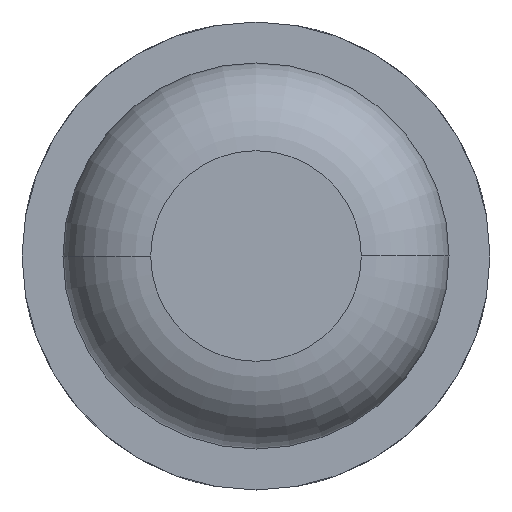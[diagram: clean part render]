
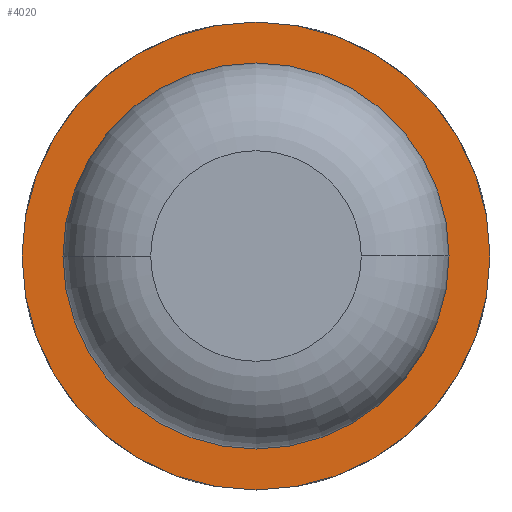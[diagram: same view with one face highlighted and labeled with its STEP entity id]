
A CAD part, front view. The second image highlights one B-rep face of the part: STEP entity #4020.
In plain terms, the highlighted planar face has unit normal (0, -1, 0).
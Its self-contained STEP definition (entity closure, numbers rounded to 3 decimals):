
#15 = VERTEX_POINT ( 'NONE', #3880 ) ;
#46 = CARTESIAN_POINT ( 'NONE',  ( 0.825, -6., 0. ) ) ;
#90 = EDGE_CURVE ( 'Defeature ausgef�hrt3_5+Defeature ausgef�hrt3_0+Defeature ausgef�hrt3_0+Defeature ausgef�hrt3_0', #712, #15, #4339, .T. ) ;
#187 = CARTESIAN_POINT ( 'NONE',  ( 0.825, -6., 0. ) ) ;
#245 = DIRECTION ( 'NONE',  ( 0., 1., 0. ) ) ;
#426 = CIRCLE ( 'NONE', #676, 1. ) ;
#502 = CARTESIAN_POINT ( 'NONE',  ( 0., -6., 0. ) ) ;
#517 = AXIS2_PLACEMENT_3D ( 'NONE', #46, #4890, #1625 ) ;
#541 = AXIS2_PLACEMENT_3D ( 'NONE', #1823, #245, #3601 ) ;
#601 = EDGE_CURVE ( 'Defeature ausgef�hrt3_5+Defeature ausgef�hrt3_0+Defeature ausgef�hrt3_0+Defeature ausgef�hrt3_0', #15, #712, #2029, .T. ) ;
#676 = AXIS2_PLACEMENT_3D ( 'NONE', #3716, #1260, #881 ) ;
#712 = VERTEX_POINT ( 'NONE', #187 ) ;
#830 = PLANE ( 'NONE',  #517 ) ;
#881 = DIRECTION ( 'NONE',  ( -1., 0., 0. ) ) ;
#1124 = CARTESIAN_POINT ( 'NONE',  ( 0., -6., 0. ) ) ;
#1260 = DIRECTION ( 'NONE',  ( 0., 1., 0. ) ) ;
#1276 = DIRECTION ( 'NONE',  ( -1., 0., 0. ) ) ;
#1422 = CIRCLE ( 'NONE', #3446, 1. ) ;
#1625 = DIRECTION ( 'NONE',  ( -1., 0., 0. ) ) ;
#1662 = VERTEX_POINT ( 'NONE', #2158 ) ;
#1799 = ORIENTED_EDGE ( 'NONE', *, *, #601, .T. ) ;
#1823 = CARTESIAN_POINT ( 'NONE',  ( 0., -6., 0. ) ) ;
#1940 = DIRECTION ( 'NONE',  ( 0., 1., 0. ) ) ;
#2029 = CIRCLE ( 'NONE', #3959, 0.825 ) ;
#2074 = VERTEX_POINT ( 'NONE', #4309 ) ;
#2158 = CARTESIAN_POINT ( 'NONE',  ( 1., -6., 0. ) ) ;
#2638 = EDGE_CURVE ( 'Defeature ausgef�hrt3_6+Defeature ausgef�hrt3_5+Defeature ausgef�hrt3_5+Defeature ausgef�hrt3_5', #2074, #1662, #426, .T. ) ;
#2918 = DIRECTION ( 'NONE',  ( 0., 1., 0. ) ) ;
#2971 = ORIENTED_EDGE ( 'NONE', *, *, #3163, .F. ) ;
#3163 = EDGE_CURVE ( 'Defeature ausgef�hrt3_6+Defeature ausgef�hrt3_5+Defeature ausgef�hrt3_5+Defeature ausgef�hrt3_5', #1662, #2074, #1422, .T. ) ;
#3435 = EDGE_LOOP ( 'NONE', ( #4364, #2971 ) ) ;
#3446 = AXIS2_PLACEMENT_3D ( 'NONE', #502, #2918, #1276 ) ;
#3566 = FACE_OUTER_BOUND ( 'NONE', #3435, .T. ) ;
#3601 = DIRECTION ( 'NONE',  ( -1., 0., 0. ) ) ;
#3716 = CARTESIAN_POINT ( 'NONE',  ( 0., -6., 0. ) ) ;
#3880 = CARTESIAN_POINT ( 'NONE',  ( -0.825, -6., 0. ) ) ;
#3959 = AXIS2_PLACEMENT_3D ( 'NONE', #1124, #1940, #3963 ) ;
#3963 = DIRECTION ( 'NONE',  ( -1., 0., 0. ) ) ;
#4020 = ADVANCED_FACE ( 'Defeature ausgef�hrt3_5', ( #3566, #4269 ), #830, .F. ) ;
#4123 = ORIENTED_EDGE ( 'NONE', *, *, #90, .T. ) ;
#4269 = FACE_BOUND ( 'NONE', #5162, .T. ) ;
#4309 = CARTESIAN_POINT ( 'NONE',  ( -1., -6., 0. ) ) ;
#4339 = CIRCLE ( 'NONE', #541, 0.825 ) ;
#4364 = ORIENTED_EDGE ( 'NONE', *, *, #2638, .F. ) ;
#4890 = DIRECTION ( 'NONE',  ( 0., 1., 0. ) ) ;
#5162 = EDGE_LOOP ( 'NONE', ( #1799, #4123 ) ) ;
